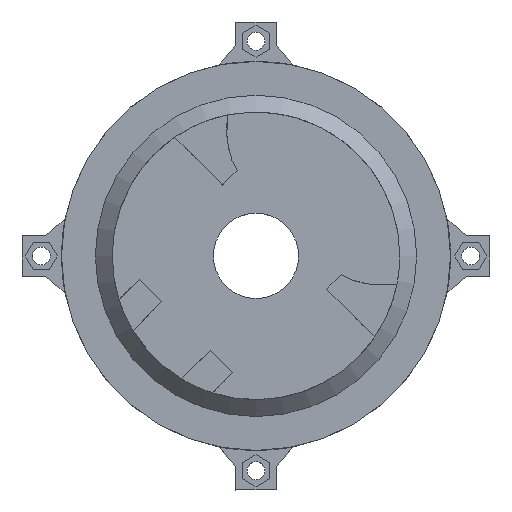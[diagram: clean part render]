
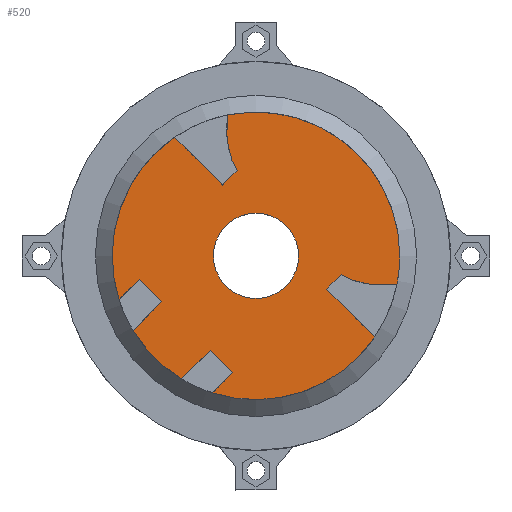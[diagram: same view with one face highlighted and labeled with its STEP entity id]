
A CAD part, top view. The second image highlights one B-rep face of the part: STEP entity #520.
In plain terms, the highlighted planar face has unit normal (0, 0, 1).
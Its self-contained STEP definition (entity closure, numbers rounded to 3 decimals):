
#22 = VERTEX_POINT('',#23);
#23 = CARTESIAN_POINT('',(-8.37,41.668,24.));
#24 = VERTEX_POINT('',#25);
#25 = CARTESIAN_POINT('',(-23.982,35.087,24.));
#107 = VERTEX_POINT('',#108);
#108 = CARTESIAN_POINT('',(42.5,0.,24.));
#113 = EDGE_CURVE('',#107,#22,#114,.T.);
#114 = CIRCLE('',#115,42.5);
#115 = AXIS2_PLACEMENT_3D('',#116,#117,#118);
#116 = CARTESIAN_POINT('',(0.,0.,24.));
#117 = DIRECTION('',(0.,0.,1.));
#118 = DIRECTION('',(1.,0.,0.));
#121 = EDGE_CURVE('',#24,#122,#124,.T.);
#122 = VERTEX_POINT('',#123);
#123 = CARTESIAN_POINT('',(-40.495,-12.9,24.));
#124 = CIRCLE('',#125,42.5);
#125 = AXIS2_PLACEMENT_3D('',#126,#127,#128);
#126 = CARTESIAN_POINT('',(0.,0.,24.));
#127 = DIRECTION('',(0.,0.,1.));
#128 = DIRECTION('',(1.,0.,0.));
#148 = VERTEX_POINT('',#149);
#149 = CARTESIAN_POINT('',(-36.36,-22.005,24.));
#155 = EDGE_CURVE('',#148,#156,#158,.T.);
#156 = VERTEX_POINT('',#157);
#157 = CARTESIAN_POINT('',(-22.005,-36.36,24.));
#158 = CIRCLE('',#159,42.5);
#159 = AXIS2_PLACEMENT_3D('',#160,#161,#162);
#160 = CARTESIAN_POINT('',(0.,0.,24.));
#161 = DIRECTION('',(0.,0.,1.));
#162 = DIRECTION('',(1.,0.,0.));
#182 = VERTEX_POINT('',#183);
#183 = CARTESIAN_POINT('',(-12.9,-40.495,24.));
#189 = EDGE_CURVE('',#182,#190,#192,.T.);
#190 = VERTEX_POINT('',#191);
#191 = CARTESIAN_POINT('',(35.087,-23.982,24.));
#192 = CIRCLE('',#193,42.5);
#193 = AXIS2_PLACEMENT_3D('',#194,#195,#196);
#194 = CARTESIAN_POINT('',(0.,0.,24.));
#195 = DIRECTION('',(0.,0.,1.));
#196 = DIRECTION('',(1.,0.,0.));
#250 = VERTEX_POINT('',#251);
#251 = CARTESIAN_POINT('',(41.668,-8.366,24.));
#257 = EDGE_CURVE('',#250,#107,#258,.T.);
#258 = CIRCLE('',#259,42.5);
#259 = AXIS2_PLACEMENT_3D('',#260,#261,#262);
#260 = CARTESIAN_POINT('',(0.,0.,24.));
#261 = DIRECTION('',(0.,0.,1.));
#262 = DIRECTION('',(1.,0.,0.));
#274 = VERTEX_POINT('',#275);
#275 = CARTESIAN_POINT('',(-9.84,20.945,24.));
#290 = EDGE_CURVE('',#274,#24,#291,.T.);
#291 = LINE('',#292,#293);
#292 = CARTESIAN_POINT('',(-9.84,20.945,24.));
#293 = VECTOR('',#294,1.);
#294 = DIRECTION('',(-0.707,0.707,0.));
#339 = EDGE_CURVE('',#340,#22,#342,.T.);
#340 = VERTEX_POINT('',#341);
#341 = CARTESIAN_POINT('',(-5.597,25.188,24.));
#342 = B_SPLINE_CURVE_WITH_KNOTS('',2,(#343,#344,#345),.UNSPECIFIED.,.F.
  ,.F.,(3,3),(0.,1.),.PIECEWISE_BEZIER_KNOTS.);
#343 = CARTESIAN_POINT('',(-5.597,25.188,24.));
#344 = CARTESIAN_POINT('',(-9.597,31.938,24.));
#345 = CARTESIAN_POINT('',(-8.37,41.668,24.));
#520 = ADVANCED_FACE('',(#521,#602),#613,.T.);
#521 = FACE_BOUND('',#522,.T.);
#522 = EDGE_LOOP('',(#523,#524,#525,#526,#532,#533,#534,#542,#550,#556,
    #557,#565,#573,#579,#580,#588,#596));
#523 = ORIENTED_EDGE('',*,*,#257,.T.);
#524 = ORIENTED_EDGE('',*,*,#113,.T.);
#525 = ORIENTED_EDGE('',*,*,#339,.F.);
#526 = ORIENTED_EDGE('',*,*,#527,.F.);
#527 = EDGE_CURVE('',#274,#340,#528,.T.);
#528 = LINE('',#529,#530);
#529 = CARTESIAN_POINT('',(-9.84,20.945,24.));
#530 = VECTOR('',#531,1.);
#531 = DIRECTION('',(0.707,0.707,0.));
#532 = ORIENTED_EDGE('',*,*,#290,.T.);
#533 = ORIENTED_EDGE('',*,*,#121,.T.);
#534 = ORIENTED_EDGE('',*,*,#535,.F.);
#535 = EDGE_CURVE('',#536,#122,#538,.T.);
#536 = VERTEX_POINT('',#537);
#537 = CARTESIAN_POINT('',(-34.494,-6.9,24.));
#538 = LINE('',#539,#540);
#539 = CARTESIAN_POINT('',(-34.494,-6.9,24.));
#540 = VECTOR('',#541,1.);
#541 = DIRECTION('',(-0.707,-0.707,0.));
#542 = ORIENTED_EDGE('',*,*,#543,.F.);
#543 = EDGE_CURVE('',#544,#536,#546,.T.);
#544 = VERTEX_POINT('',#545);
#545 = CARTESIAN_POINT('',(-27.874,-13.52,24.));
#546 = LINE('',#547,#548);
#547 = CARTESIAN_POINT('',(-27.874,-13.52,24.));
#548 = VECTOR('',#549,1.);
#549 = DIRECTION('',(-0.707,0.707,0.));
#550 = ORIENTED_EDGE('',*,*,#551,.F.);
#551 = EDGE_CURVE('',#148,#544,#552,.T.);
#552 = LINE('',#553,#554);
#553 = CARTESIAN_POINT('',(-36.36,-22.005,24.));
#554 = VECTOR('',#555,1.);
#555 = DIRECTION('',(0.707,0.707,0.));
#556 = ORIENTED_EDGE('',*,*,#155,.T.);
#557 = ORIENTED_EDGE('',*,*,#558,.T.);
#558 = EDGE_CURVE('',#156,#559,#561,.T.);
#559 = VERTEX_POINT('',#560);
#560 = CARTESIAN_POINT('',(-13.52,-27.874,24.));
#561 = LINE('',#562,#563);
#562 = CARTESIAN_POINT('',(-22.005,-36.36,24.));
#563 = VECTOR('',#564,1.);
#564 = DIRECTION('',(0.707,0.707,0.));
#565 = ORIENTED_EDGE('',*,*,#566,.T.);
#566 = EDGE_CURVE('',#559,#567,#569,.T.);
#567 = VERTEX_POINT('',#568);
#568 = CARTESIAN_POINT('',(-6.9,-34.494,24.));
#569 = LINE('',#570,#571);
#570 = CARTESIAN_POINT('',(-13.52,-27.874,24.));
#571 = VECTOR('',#572,1.);
#572 = DIRECTION('',(0.707,-0.707,0.));
#573 = ORIENTED_EDGE('',*,*,#574,.T.);
#574 = EDGE_CURVE('',#567,#182,#575,.T.);
#575 = LINE('',#576,#577);
#576 = CARTESIAN_POINT('',(-6.9,-34.494,24.));
#577 = VECTOR('',#578,1.);
#578 = DIRECTION('',(-0.707,-0.707,0.));
#579 = ORIENTED_EDGE('',*,*,#189,.T.);
#580 = ORIENTED_EDGE('',*,*,#581,.F.);
#581 = EDGE_CURVE('',#582,#190,#584,.T.);
#582 = VERTEX_POINT('',#583);
#583 = CARTESIAN_POINT('',(20.945,-9.84,24.));
#584 = LINE('',#585,#586);
#585 = CARTESIAN_POINT('',(20.945,-9.84,24.));
#586 = VECTOR('',#587,1.);
#587 = DIRECTION('',(0.707,-0.707,0.));
#588 = ORIENTED_EDGE('',*,*,#589,.T.);
#589 = EDGE_CURVE('',#582,#590,#592,.T.);
#590 = VERTEX_POINT('',#591);
#591 = CARTESIAN_POINT('',(25.188,-5.597,24.));
#592 = LINE('',#593,#594);
#593 = CARTESIAN_POINT('',(20.945,-9.84,24.));
#594 = VECTOR('',#595,1.);
#595 = DIRECTION('',(0.707,0.707,0.));
#596 = ORIENTED_EDGE('',*,*,#597,.T.);
#597 = EDGE_CURVE('',#590,#250,#598,.T.);
#598 = B_SPLINE_CURVE_WITH_KNOTS('',2,(#599,#600,#601),.UNSPECIFIED.,.F.
  ,.F.,(3,3),(0.,1.),.PIECEWISE_BEZIER_KNOTS.);
#599 = CARTESIAN_POINT('',(25.188,-5.597,24.));
#600 = CARTESIAN_POINT('',(31.938,-9.597,24.));
#601 = CARTESIAN_POINT('',(41.668,-8.366,24.));
#602 = FACE_BOUND('',#603,.T.);
#603 = EDGE_LOOP('',(#604));
#604 = ORIENTED_EDGE('',*,*,#605,.F.);
#605 = EDGE_CURVE('',#606,#606,#608,.T.);
#606 = VERTEX_POINT('',#607);
#607 = CARTESIAN_POINT('',(12.6,0.,24.));
#608 = CIRCLE('',#609,12.6);
#609 = AXIS2_PLACEMENT_3D('',#610,#611,#612);
#610 = CARTESIAN_POINT('',(0.,0.,24.));
#611 = DIRECTION('',(0.,0.,1.));
#612 = DIRECTION('',(1.,0.,0.));
#613 = PLANE('',#614);
#614 = AXIS2_PLACEMENT_3D('',#615,#616,#617);
#615 = CARTESIAN_POINT('',(0.,0.,24.));
#616 = DIRECTION('',(0.,0.,1.));
#617 = DIRECTION('',(1.,0.,0.));
